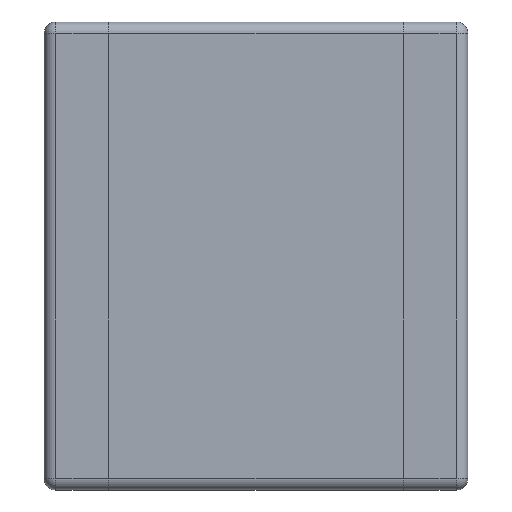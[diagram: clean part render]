
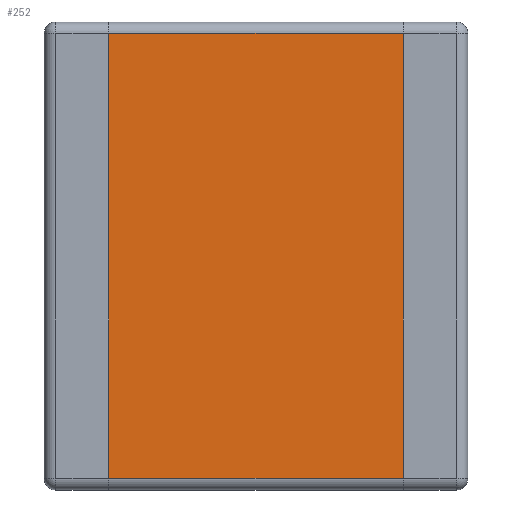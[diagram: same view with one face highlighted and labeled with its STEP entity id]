
A CAD part, top view. The second image highlights one B-rep face of the part: STEP entity #252.
In plain terms, the highlighted planar face has unit normal (0, 0, 1).
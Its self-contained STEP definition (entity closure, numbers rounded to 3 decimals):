
#13=DIRECTION('',(0.,0.,1.));
#14=DIRECTION('',(1.,0.,0.));
#34=VECTOR('',#14,1.);
#46=DIRECTION('',(0.,1.,0.));
#95=VERTEX_POINT('',#96);
#96=CARTESIAN_POINT('',(-3.2,-4.83,2.8));
#101=ORIENTED_EDGE('',*,*,#102,.T.);
#102=EDGE_CURVE('',#95,#103,#105,.T.);
#103=VERTEX_POINT('',#104);
#104=CARTESIAN_POINT('',(3.2,-4.83,2.8));
#105=LINE('',#96,#34);
#222=VECTOR('',#46,1.);
#252=ADVANCED_FACE('',(#253),#270,.T.);
#253=FACE_BOUND('',#254,.T.);
#254=EDGE_LOOP('',(#255,#101,#261,#267));
#255=ORIENTED_EDGE('',*,*,#256,.F.);
#256=EDGE_CURVE('',#95,#257,#259,.T.);
#257=VERTEX_POINT('',#258);
#258=CARTESIAN_POINT('',(-3.2,4.83,2.8));
#259=LINE('',#260,#222);
#260=CARTESIAN_POINT('',(-3.2,-5.08,2.8));
#261=ORIENTED_EDGE('',*,*,#262,.T.);
#262=EDGE_CURVE('',#103,#263,#265,.T.);
#263=VERTEX_POINT('',#264);
#264=CARTESIAN_POINT('',(3.2,4.83,2.8));
#265=LINE('',#266,#222);
#266=CARTESIAN_POINT('',(3.2,-5.08,2.8));
#267=ORIENTED_EDGE('',*,*,#268,.F.);
#268=EDGE_CURVE('',#257,#263,#269,.T.);
#269=LINE('',#258,#34);
#270=PLANE('',#271);
#271=AXIS2_PLACEMENT_3D('',#260,#13,#14);
